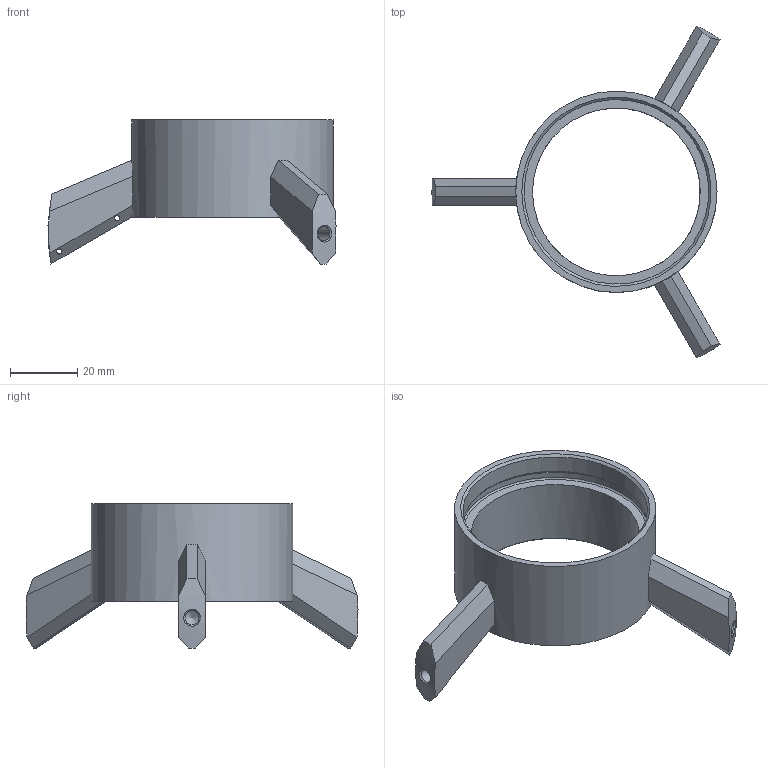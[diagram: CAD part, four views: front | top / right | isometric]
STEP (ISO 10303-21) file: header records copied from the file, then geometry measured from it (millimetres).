
FILE_DESCRIPTION(/* description */ (''),/* implementation_level */ '2;1');
FILE_NAME(/* name */ 'var1.stp',/* time_stamp */ '2019-04-29T10:47:14+03:00',/* author */ ('igoro'),/* organization */ (''),/* preprocessor_version */ 'ST-DEVELOPER v17',/* originating_system */ 'Autodesk Inventor 2019',/* authorisation */ '');
FILE_SCHEMA (('AUTOMOTIVE_DESIGN { 1 0 10303 214 3 1 1 }'));
Length unit declared in the file: millimetre
Products named in the file (1): 11F615.52U_5005_A77-31
Bounding box: 85.85 x 98.96 x 42.93 mm (x, y, z)
Volume: 30158.2 mm3; surface area: 15895.5 mm2
Topology: 1 solids, 1 shells, 50 faces, 145 edges, 98 vertices
Faces by surface type: cone 15, bspline 12, cylinder 9, plane 9, sphere 3, torus 2
Full cylindrical faces by diameter (mm): 1.5 x2, 4.134 x3, 50 x1, 55 x1, 56.2 x1, 60 x1
Entity records: 2439 total; most frequent: CARTESIAN_POINT 1164, ORIENTED_EDGE 284, DIRECTION 218, EDGE_CURVE 142, VERTEX_POINT 98, AXIS2_PLACEMENT_3D 97, EDGE_LOOP 60, B_SPLINE_CURVE_WITH_KNOTS 60
